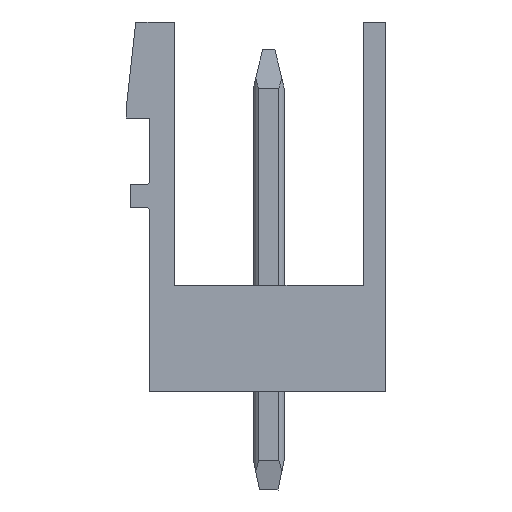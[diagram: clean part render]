
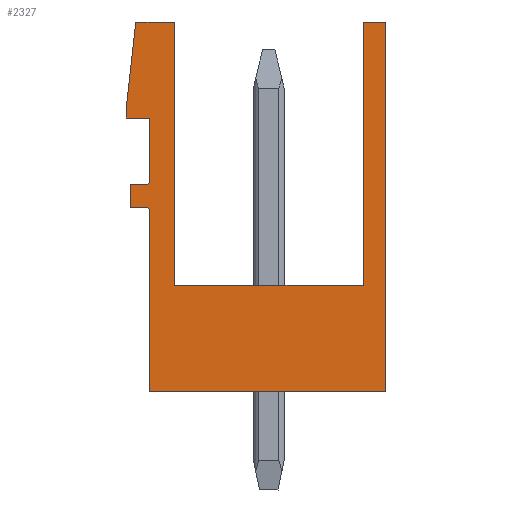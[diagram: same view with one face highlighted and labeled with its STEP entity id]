
A CAD part, left-side view. The second image highlights one B-rep face of the part: STEP entity #2327.
In plain terms, the highlighted planar face has unit normal (-1, 0, 0).
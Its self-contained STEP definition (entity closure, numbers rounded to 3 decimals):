
#1962=AXIS2_PLACEMENT_3D('Circle Axis2P3D',#1960,#1961,$) ;
#2058=AXIS2_PLACEMENT_3D('Circle Axis2P3D',#2056,#2057,$) ;
#2296=AXIS2_PLACEMENT_3D('Plane Axis2P3D',#2293,#2294,#2295) ;
#89=CARTESIAN_POINT('Vertex',(0.,6.86,6.65)) ;
#92=CARTESIAN_POINT('Line Origine',(0.,3.795,6.65)) ;
#96=CARTESIAN_POINT('Vertex',(0.,0.73,6.65)) ;
#1850=CARTESIAN_POINT('Line Origine',(0.,0.73,10.925)) ;
#1854=CARTESIAN_POINT('Vertex',(0.,0.73,15.2)) ;
#1933=CARTESIAN_POINT('Vertex',(0.,7.68,3.2)) ;
#1936=CARTESIAN_POINT('Line Origine',(0.,7.68,6.14)) ;
#1940=CARTESIAN_POINT('Vertex',(0.,7.68,9.08)) ;
#1960=CARTESIAN_POINT('Axis2P3D Location',(0.,7.78,9.08)) ;
#1964=CARTESIAN_POINT('Vertex',(0.,7.78,9.18)) ;
#1984=CARTESIAN_POINT('Line Origine',(0.,8.04,9.18)) ;
#1988=CARTESIAN_POINT('Vertex',(0.,8.3,9.18)) ;
#2008=CARTESIAN_POINT('Line Origine',(0.,8.3,9.555)) ;
#2012=CARTESIAN_POINT('Vertex',(0.,8.3,9.93)) ;
#2032=CARTESIAN_POINT('Line Origine',(0.,8.04,9.93)) ;
#2036=CARTESIAN_POINT('Vertex',(0.,7.78,9.93)) ;
#2056=CARTESIAN_POINT('Axis2P3D Location',(0.,7.78,10.03)) ;
#2060=CARTESIAN_POINT('Vertex',(0.,7.68,10.03)) ;
#2075=CARTESIAN_POINT('Line Origine',(0.,7.68,11.055)) ;
#2079=CARTESIAN_POINT('Vertex',(0.,7.68,12.08)) ;
#2099=CARTESIAN_POINT('Line Origine',(0.,8.055,12.08)) ;
#2103=CARTESIAN_POINT('Vertex',(0.,8.43,12.08)) ;
#2123=CARTESIAN_POINT('Line Origine',(0.,8.43,12.24)) ;
#2127=CARTESIAN_POINT('Vertex',(0.,8.43,12.4)) ;
#2147=CARTESIAN_POINT('Line Origine',(0.,8.275,13.8)) ;
#2151=CARTESIAN_POINT('Vertex',(0.,8.12,15.2)) ;
#2171=CARTESIAN_POINT('Line Origine',(0.,7.49,15.2)) ;
#2175=CARTESIAN_POINT('Vertex',(0.,6.86,15.2)) ;
#2190=CARTESIAN_POINT('Line Origine',(0.,0.365,15.2)) ;
#2194=CARTESIAN_POINT('Vertex',(0.,0.,15.2)) ;
#2214=CARTESIAN_POINT('Line Origine',(0.,0.,9.2)) ;
#2218=CARTESIAN_POINT('Vertex',(0.,0.,3.2)) ;
#2293=CARTESIAN_POINT('Axis2P3D Location',(0.,0.,0.)) ;
#2298=CARTESIAN_POINT('Line Origine',(0.,3.84,3.2)) ;
#2303=CARTESIAN_POINT('Line Origine',(0.,6.86,10.925)) ;
#93=DIRECTION('Vector Direction',(0.,-1.,0.)) ;
#1851=DIRECTION('Vector Direction',(0.,0.,-1.)) ;
#1937=DIRECTION('Vector Direction',(0.,0.,1.)) ;
#1961=DIRECTION('Axis2P3D Direction',(-1.,0.,0.)) ;
#1985=DIRECTION('Vector Direction',(0.,-1.,0.)) ;
#2009=DIRECTION('Vector Direction',(0.,0.,-1.)) ;
#2033=DIRECTION('Vector Direction',(0.,1.,0.)) ;
#2057=DIRECTION('Axis2P3D Direction',(-1.,0.,0.)) ;
#2076=DIRECTION('Vector Direction',(0.,0.,-1.)) ;
#2100=DIRECTION('Vector Direction',(0.,-1.,0.)) ;
#2124=DIRECTION('Vector Direction',(0.,0.,-1.)) ;
#2148=DIRECTION('Vector Direction',(0.,0.11,-0.994)) ;
#2172=DIRECTION('Vector Direction',(0.,-1.,0.)) ;
#2191=DIRECTION('Vector Direction',(0.,1.,0.)) ;
#2215=DIRECTION('Vector Direction',(0.,0.,1.)) ;
#2294=DIRECTION('Axis2P3D Direction',(-1.,0.,0.)) ;
#2295=DIRECTION('Axis2P3D XDirection',(0.,0.,1.)) ;
#2299=DIRECTION('Vector Direction',(0.,1.,0.)) ;
#2304=DIRECTION('Vector Direction',(0.,0.,1.)) ;
#94=VECTOR('Line Direction',#93,1.) ;
#1852=VECTOR('Line Direction',#1851,1.) ;
#1938=VECTOR('Line Direction',#1937,1.) ;
#1986=VECTOR('Line Direction',#1985,1.) ;
#2010=VECTOR('Line Direction',#2009,1.) ;
#2034=VECTOR('Line Direction',#2033,1.) ;
#2077=VECTOR('Line Direction',#2076,1.) ;
#2101=VECTOR('Line Direction',#2100,1.) ;
#2125=VECTOR('Line Direction',#2124,1.) ;
#2149=VECTOR('Line Direction',#2148,1.) ;
#2173=VECTOR('Line Direction',#2172,1.) ;
#2192=VECTOR('Line Direction',#2191,1.) ;
#2216=VECTOR('Line Direction',#2215,1.) ;
#2300=VECTOR('Line Direction',#2299,1.) ;
#2305=VECTOR('Line Direction',#2304,1.) ;
#2309=ORIENTED_EDGE('',*,*,#2302,.T.) ;
#2310=ORIENTED_EDGE('',*,*,#2220,.T.) ;
#2311=ORIENTED_EDGE('',*,*,#2196,.T.) ;
#2312=ORIENTED_EDGE('',*,*,#1856,.T.) ;
#2313=ORIENTED_EDGE('',*,*,#98,.T.) ;
#2314=ORIENTED_EDGE('',*,*,#2307,.T.) ;
#2315=ORIENTED_EDGE('',*,*,#2177,.T.) ;
#2316=ORIENTED_EDGE('',*,*,#2153,.T.) ;
#2317=ORIENTED_EDGE('',*,*,#2129,.T.) ;
#2318=ORIENTED_EDGE('',*,*,#2105,.T.) ;
#2319=ORIENTED_EDGE('',*,*,#2081,.T.) ;
#2320=ORIENTED_EDGE('',*,*,#2062,.T.) ;
#2321=ORIENTED_EDGE('',*,*,#2038,.T.) ;
#2322=ORIENTED_EDGE('',*,*,#2014,.T.) ;
#2323=ORIENTED_EDGE('',*,*,#1990,.T.) ;
#2324=ORIENTED_EDGE('',*,*,#1966,.T.) ;
#2325=ORIENTED_EDGE('',*,*,#1942,.T.) ;
#2327=ADVANCED_FACE('Housing',(#2326),#2297,.T.) ;
#1963=CIRCLE('generated circle',#1962,0.1) ;
#2059=CIRCLE('generated circle',#2058,0.1) ;
#98=EDGE_CURVE('',#97,#90,#95,.F.) ;
#1856=EDGE_CURVE('',#1855,#97,#1853,.T.) ;
#1942=EDGE_CURVE('',#1941,#1934,#1939,.F.) ;
#1966=EDGE_CURVE('',#1965,#1941,#1963,.F.) ;
#1990=EDGE_CURVE('',#1989,#1965,#1987,.T.) ;
#2014=EDGE_CURVE('',#2013,#1989,#2011,.T.) ;
#2038=EDGE_CURVE('',#2037,#2013,#2035,.T.) ;
#2062=EDGE_CURVE('',#2061,#2037,#2059,.F.) ;
#2081=EDGE_CURVE('',#2080,#2061,#2078,.T.) ;
#2105=EDGE_CURVE('',#2104,#2080,#2102,.T.) ;
#2129=EDGE_CURVE('',#2128,#2104,#2126,.T.) ;
#2153=EDGE_CURVE('',#2152,#2128,#2150,.T.) ;
#2177=EDGE_CURVE('',#2176,#2152,#2174,.F.) ;
#2196=EDGE_CURVE('',#2195,#1855,#2193,.T.) ;
#2220=EDGE_CURVE('',#2219,#2195,#2217,.T.) ;
#2302=EDGE_CURVE('',#1934,#2219,#2301,.F.) ;
#2307=EDGE_CURVE('',#90,#2176,#2306,.T.) ;
#2308=EDGE_LOOP('',(#2309,#2310,#2311,#2312,#2313,#2314,#2315,#2316,#2317,#2318,#2319,#2320,#2321,#2322,#2323,#2324,#2325)) ;
#2326=FACE_OUTER_BOUND('',#2308,.T.) ;
#95=LINE('Line',#92,#94) ;
#1853=LINE('Line',#1850,#1852) ;
#1939=LINE('Line',#1936,#1938) ;
#1987=LINE('Line',#1984,#1986) ;
#2011=LINE('Line',#2008,#2010) ;
#2035=LINE('Line',#2032,#2034) ;
#2078=LINE('Line',#2075,#2077) ;
#2102=LINE('Line',#2099,#2101) ;
#2126=LINE('Line',#2123,#2125) ;
#2150=LINE('Line',#2147,#2149) ;
#2174=LINE('Line',#2171,#2173) ;
#2193=LINE('Line',#2190,#2192) ;
#2217=LINE('Line',#2214,#2216) ;
#2301=LINE('Line',#2298,#2300) ;
#2306=LINE('Line',#2303,#2305) ;
#2297=PLANE('',#2296) ;
#90=VERTEX_POINT('',#89) ;
#97=VERTEX_POINT('',#96) ;
#1855=VERTEX_POINT('',#1854) ;
#1934=VERTEX_POINT('',#1933) ;
#1941=VERTEX_POINT('',#1940) ;
#1965=VERTEX_POINT('',#1964) ;
#1989=VERTEX_POINT('',#1988) ;
#2013=VERTEX_POINT('',#2012) ;
#2037=VERTEX_POINT('',#2036) ;
#2061=VERTEX_POINT('',#2060) ;
#2080=VERTEX_POINT('',#2079) ;
#2104=VERTEX_POINT('',#2103) ;
#2128=VERTEX_POINT('',#2127) ;
#2152=VERTEX_POINT('',#2151) ;
#2176=VERTEX_POINT('',#2175) ;
#2195=VERTEX_POINT('',#2194) ;
#2219=VERTEX_POINT('',#2218) ;
